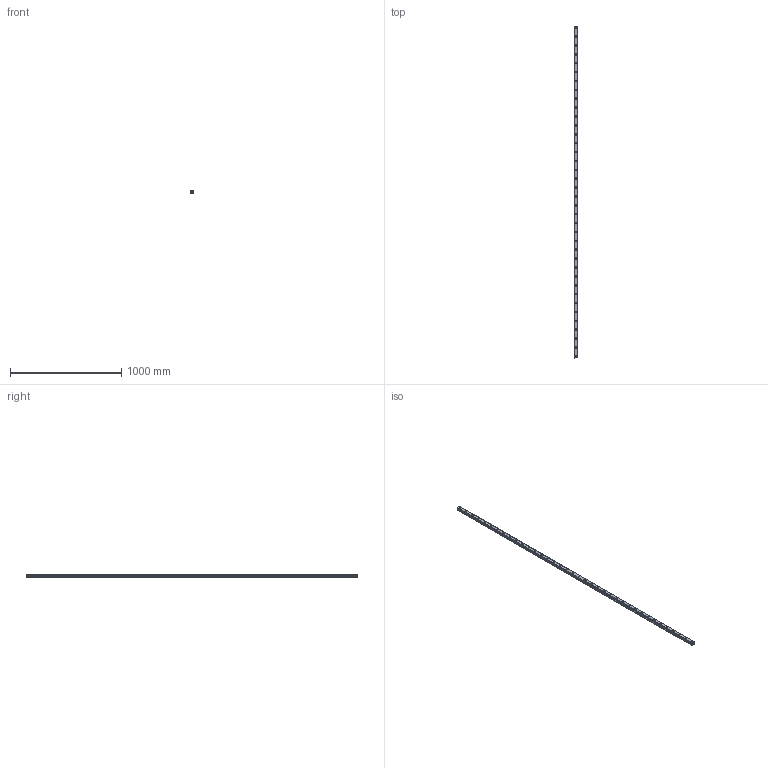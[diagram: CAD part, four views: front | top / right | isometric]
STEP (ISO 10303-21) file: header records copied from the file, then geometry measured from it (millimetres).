
FILE_DESCRIPTION(('STEP AP214'),'1');
FILE_NAME('cctmp_CEC44D6F-AFAB-485E-9498-C3BB8A6B8097_2021_02_12_14_10_44_0316..stp','2021-02-12T13:10:44',('HIWIN GmbH'),('CADClick - www.CADClick.com'),'Spatial InterOp 3D',' ','unknown authorization');
FILE_SCHEMA(('AUTOMOTIVE_DESIGN'));
Length unit declared in the file: millimetre
Products named in the file (1): EGR35R2990C_FILE
Bounding box: 34 x 2990 x 27.5 mm (x, y, z)
Volume: 2352726.8 mm3; surface area: 419699.3 mm2
Topology: 1 solids, 1 shells, 449 faces, 987 edges, 658 vertices
Faces by surface type: cylinder 246, plane 203
Entity records: 16169 total; most frequent: DIRECTION 2379, CARTESIAN_POINT 2095, ORIENTED_EDGE 1974, EDGE_CURVE 987, AXIS2_PLACEMENT_3D 942, VERTEX_POINT 658, EDGE_LOOP 567, LINE 495
